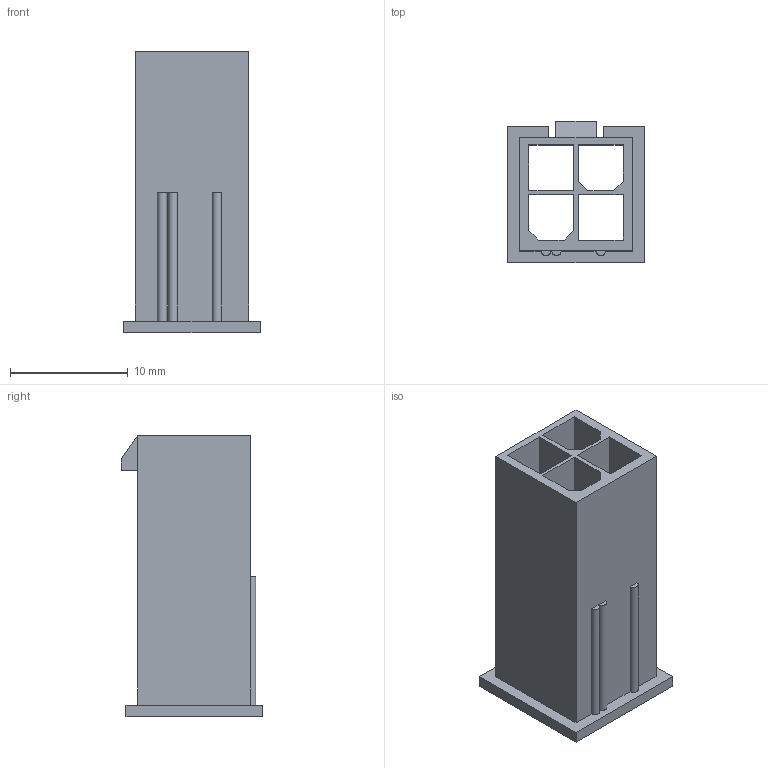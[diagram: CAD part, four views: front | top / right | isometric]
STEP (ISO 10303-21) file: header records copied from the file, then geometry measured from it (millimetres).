
FILE_DESCRIPTION((''),'2;1');
FILE_NAME('469930411','2015-05-22T',('me'),(''), 'PRO/ENGINEER BY PARAMETRIC TECHNOLOGY CORPORATION, 2011490', 'PRO/ENGINEER BY PARAMETRIC TECHNOLOGY CORPORATION, 2011490','');
FILE_SCHEMA(('CONFIG_CONTROL_DESIGN'));
Length unit declared in the file: millimetre
Products named in the file (1): 469930411
Bounding box: 11.6 x 12 x 23.9 mm (x, y, z)
Volume: 871.2 mm3; surface area: 2522.6 mm2
Topology: 1 solids, 1 shells, 65 faces, 171 edges, 108 vertices
Faces by surface type: plane 62, cylinder 3
Entity records: 2005 total; most frequent: CARTESIAN_POINT 345, ORIENTED_EDGE 342, DIRECTION 309, EDGE_CURVE 171, VECTOR 165, LINE 165, VERTEX_POINT 108, EDGE_LOOP 73
